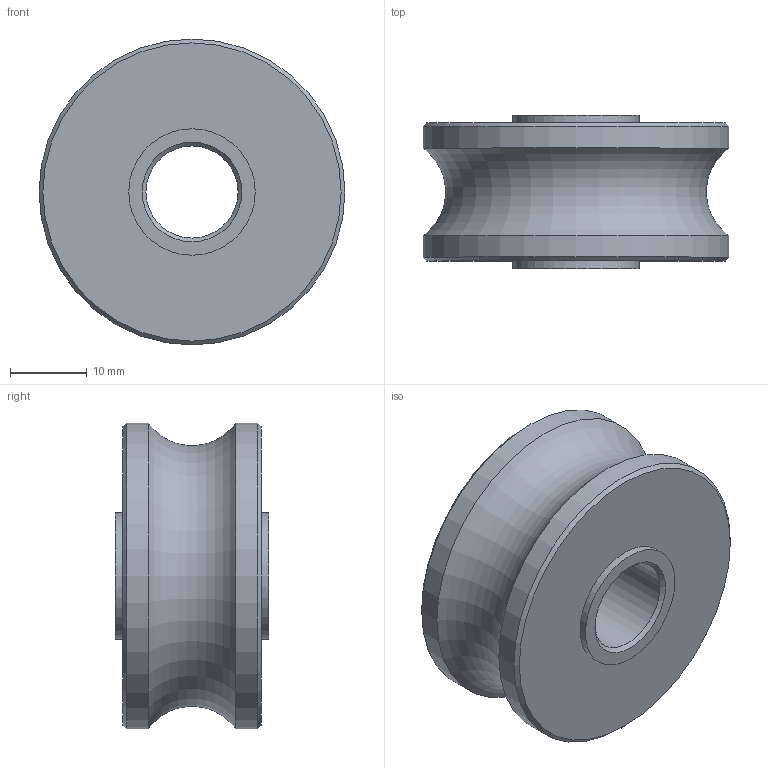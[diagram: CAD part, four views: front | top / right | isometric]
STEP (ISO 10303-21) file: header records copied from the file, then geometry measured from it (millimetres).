
FILE_DESCRIPTION(/* description */ ('KriTec Laufrolle D14 Rundschliff, VA rostfrei'),/* implementation_level */ '2;1');
FILE_NAME(/* name */ '22193_KriTec_Laufrolle_D14_Rundschliff_VA_rostfrei.stp',/* time_stamp */ '2021-04-13T10:39:20+02:00',/* author */ ('jendrek'),/* organization */ (''),/* preprocessor_version */ 'ST-DEVELOPER v17',/* originating_system */ 'Autodesk Inventor 2018',/* authorisation */ '');
FILE_SCHEMA (('AUTOMOTIVE_DESIGN { 1 0 10303 214 3 1 1 }'));
Length unit declared in the file: millimetre
Products named in the file (1): 22193
Bounding box: 39.9 x 20 x 39.9 mm (x, y, z)
Volume: 17850.1 mm3; surface area: 5373 mm2
Topology: 1 solids, 1 shells, 14 faces, 35 edges, 25 vertices
Faces by surface type: cylinder 5, cone 4, plane 4, torus 1
Full cylindrical faces by diameter (mm): 12 x1, 16.5 x2, 39.9 x2
Entity records: 488 total; most frequent: DIRECTION 91, CARTESIAN_POINT 75, ORIENTED_EDGE 70, AXIS2_PLACEMENT_3D 41, EDGE_CURVE 35, CIRCLE 26, VERTEX_POINT 25, EDGE_LOOP 18
